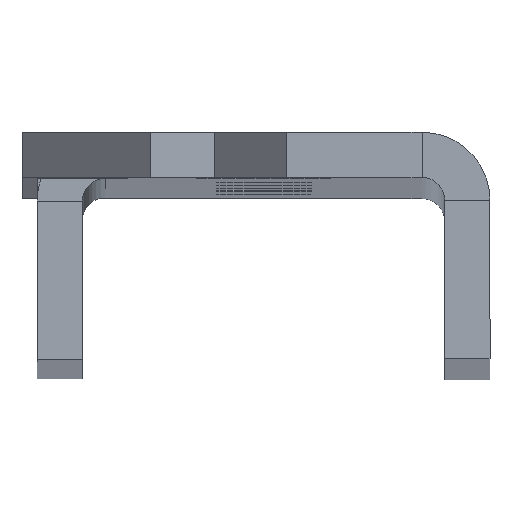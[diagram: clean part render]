
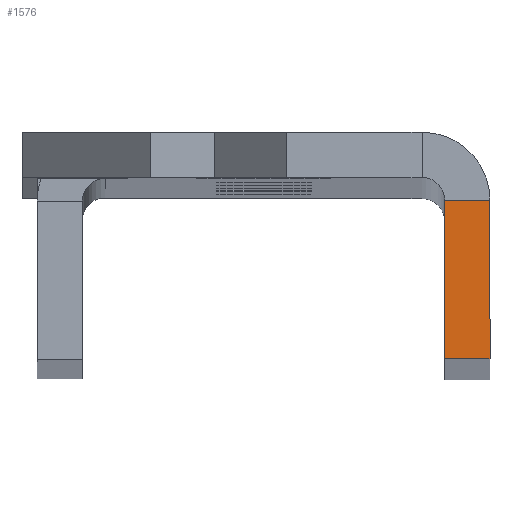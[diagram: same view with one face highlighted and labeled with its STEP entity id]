
A CAD part, top view. The second image highlights one B-rep face of the part: STEP entity #1576.
In plain terms, the highlighted planar face has unit normal (0, 0, 1).
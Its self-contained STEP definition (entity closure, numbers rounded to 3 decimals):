
#5 = ORIENTED_EDGE ( 'NONE', *, *, #1058, .F. ) ;
#51 = VERTEX_POINT ( 'NONE', #518 ) ;
#58 = EDGE_CURVE ( 'NONE', #685, #1431, #1427, .T. ) ;
#164 = DIRECTION ( 'NONE',  ( 0., 0., 1. ) ) ;
#172 = EDGE_CURVE ( 'NONE', #685, #51, #904, .T. ) ;
#316 = VECTOR ( 'NONE', #1430, 1000. ) ;
#333 = DIRECTION ( 'NONE',  ( 0., 1., 0. ) ) ;
#353 = CARTESIAN_POINT ( 'NONE',  ( -1054.092, 2., 266. ) ) ;
#509 = CARTESIAN_POINT ( 'NONE',  ( 8., -8., 266. ) ) ;
#512 = VECTOR ( 'NONE', #1077, 1000. ) ;
#518 = CARTESIAN_POINT ( 'NONE',  ( 8., -1., 266. ) ) ;
#527 = CARTESIAN_POINT ( 'NONE',  ( 8., 2., 266. ) ) ;
#542 = PLANE ( 'NONE',  #1363 ) ;
#685 = VERTEX_POINT ( 'NONE', #509 ) ;
#714 = ORIENTED_EDGE ( 'NONE', *, *, #58, .T. ) ;
#814 = CARTESIAN_POINT ( 'NONE',  ( 10., -8., 266. ) ) ;
#904 = LINE ( 'NONE', #527, #1006 ) ;
#1006 = VECTOR ( 'NONE', #333, 1000. ) ;
#1040 = DIRECTION ( 'NONE',  ( 1., 0., 0. ) ) ;
#1058 = EDGE_CURVE ( 'NONE', #51, #1460, #1457, .T. ) ;
#1064 = FACE_OUTER_BOUND ( 'NONE', #1146, .T. ) ;
#1077 = DIRECTION ( 'NONE',  ( 1., 0., 0. ) ) ;
#1108 = CARTESIAN_POINT ( 'NONE',  ( 10., -1., 266. ) ) ;
#1146 = EDGE_LOOP ( 'NONE', ( #1506, #5, #1494, #714 ) ) ;
#1241 = CARTESIAN_POINT ( 'NONE',  ( -1054.092, -8., 266. ) ) ;
#1269 = CARTESIAN_POINT ( 'NONE',  ( -1054.092, -1., 266. ) ) ;
#1363 = AXIS2_PLACEMENT_3D ( 'NONE', #353, #164, #1831 ) ;
#1427 = LINE ( 'NONE', #1241, #1715 ) ;
#1430 = DIRECTION ( 'NONE',  ( 0., -1., 0. ) ) ;
#1431 = VERTEX_POINT ( 'NONE', #814 ) ;
#1457 = LINE ( 'NONE', #1269, #512 ) ;
#1460 = VERTEX_POINT ( 'NONE', #1108 ) ;
#1494 = ORIENTED_EDGE ( 'NONE', *, *, #172, .F. ) ;
#1506 = ORIENTED_EDGE ( 'NONE', *, *, #1762, .F. ) ;
#1576 = ADVANCED_FACE ( 'NONE', ( #1064 ), #542, .T. ) ;
#1622 = CARTESIAN_POINT ( 'NONE',  ( 10., 2., 266. ) ) ;
#1715 = VECTOR ( 'NONE', #1040, 1000. ) ;
#1762 = EDGE_CURVE ( 'NONE', #1460, #1431, #1811, .T. ) ;
#1811 = LINE ( 'NONE', #1622, #316 ) ;
#1831 = DIRECTION ( 'NONE',  ( 0., -1., 0. ) ) ;
